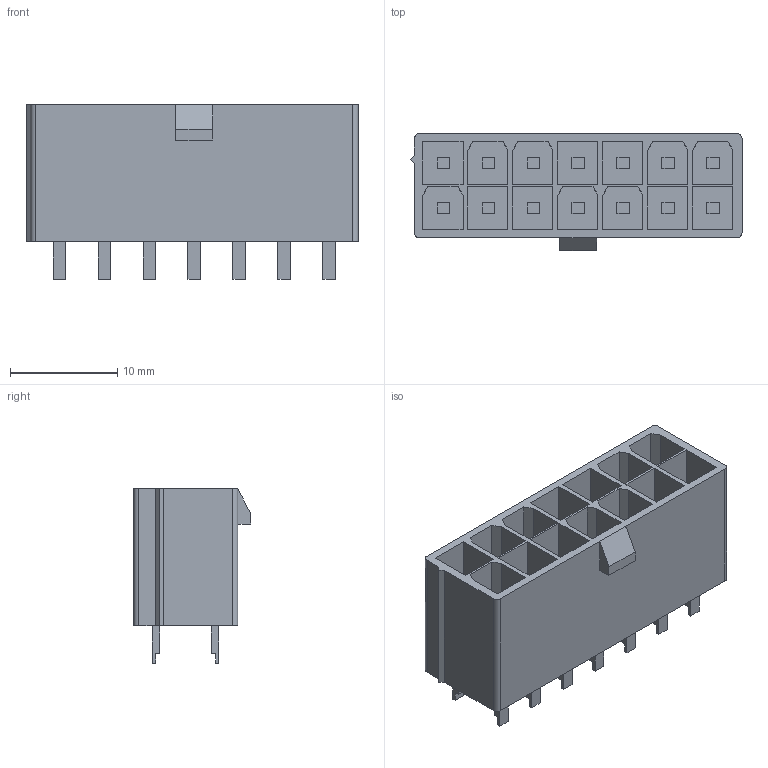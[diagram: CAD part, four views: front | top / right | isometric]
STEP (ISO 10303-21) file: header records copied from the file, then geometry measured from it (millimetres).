
FILE_DESCRIPTION((''),'2;1');
FILE_NAME('C-1-1586768-4','2014-02-26T',('workeradm'),('Tyco Electronics Ltd.'),'PRO/ENGINEER BY PARAMETRIC TECHNOLOGY CORPORATION, 2013050','PRO/ENGINEER BY PARAMETRIC TECHNOLOGY CORPORATION, 2013050','');
FILE_SCHEMA(('AUTOMOTIVE_DESIGN { 1 0 10303 214 1 1 1 1 }'));
Length unit declared in the file: millimetre
Products named in the file (1): C-1-1586768-4
Bounding box: 31 x 10.95 x 16.3 mm (x, y, z)
Volume: 2028.3 mm3; surface area: 4139.8 mm2
Topology: 1 solids, 1 shells, 270 faces, 676 edges, 450 vertices
Faces by surface type: plane 266, cylinder 4
Entity records: 8068 total; most frequent: CARTESIAN_POINT 1398, ORIENTED_EDGE 1352, DIRECTION 1224, EDGE_CURVE 676, VECTOR 668, LINE 668, VERTEX_POINT 450, EDGE_LOOP 312
